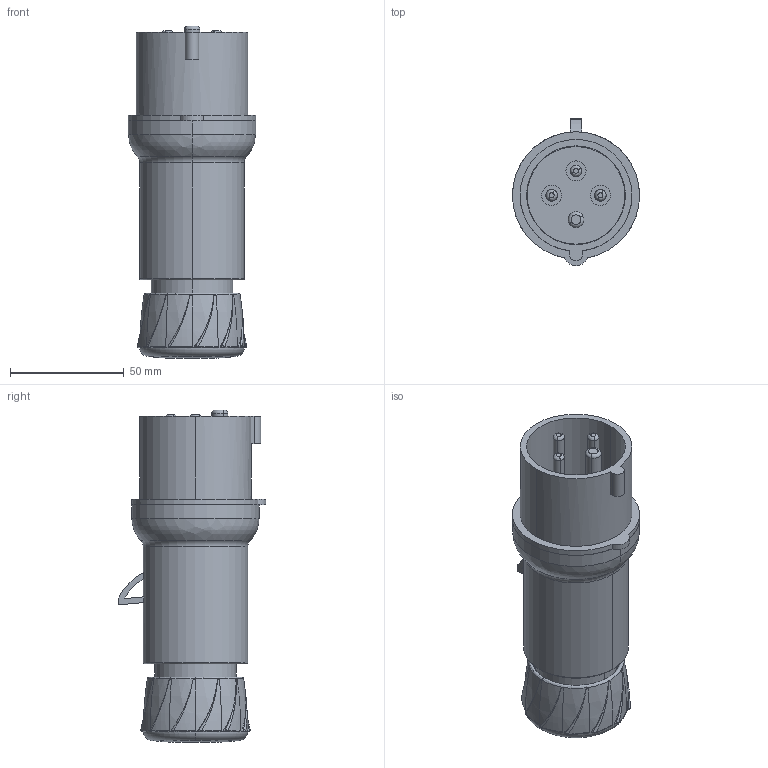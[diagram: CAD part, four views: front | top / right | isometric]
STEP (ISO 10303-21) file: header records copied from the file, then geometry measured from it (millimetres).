
FILE_DESCRIPTION((''),'2;1');
FILE_NAME('PKE16M434__ASM','2022-09-29T09:38:06',('danae.LAVAUD'),(''),'CREO PARAMETRIC BY PTC INC, 2018260','CREO PARAMETRIC BY PTC INC, 2018260','');
FILE_SCHEMA(('CONFIG_CONTROL_DESIGN'));
Length unit declared in the file: inch
Products named in the file (11): _PRT_002_1; PRT_003__1; PRT_004__1; PRT_005__1; _PRT_001_ASM_1_ASM; PRT_006__1; PRT_007__1; PRT_008__1; PRT_009__1; PRT_010__1; PKE16M434__ASM
Assembly tree (10 placements, depth 3):
  PKE16M434__ASM
    _PRT_001_ASM_1_ASM
      _PRT_002_1
      PRT_003__1
      PRT_004__1
      PRT_005__1
    PRT_006__1
    PRT_007__1
    PRT_008__1
    PRT_009__1
    PRT_010__1
Bounding box: 56 x 64.95 x 146.22 mm (x, y, z)
Volume: 110422.6 mm3; surface area: 67682.4 mm2
Topology: 9 solids, 9 shells, 347 faces, 897 edges, 589 vertices
Faces by surface type: cylinder 136, plane 83, bspline 80, torus 40, cone 8
Entity records: 16020 total; most frequent: CARTESIAN_POINT 7708, ORIENTED_EDGE 1794, DIRECTION 1632, EDGE_CURVE 897, AXIS2_PLACEMENT_3D 717, VERTEX_POINT 589, CIRCLE 425, EDGE_LOOP 378
